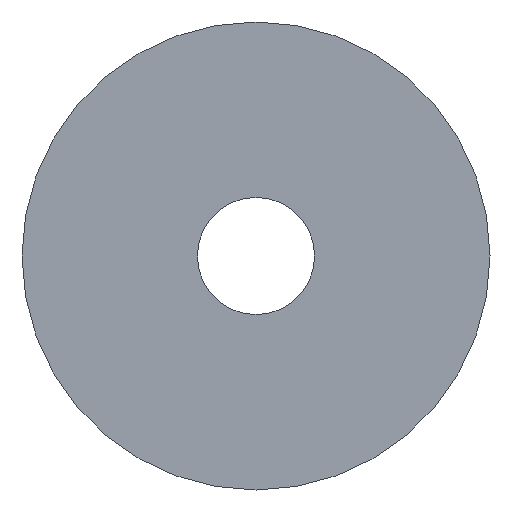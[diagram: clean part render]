
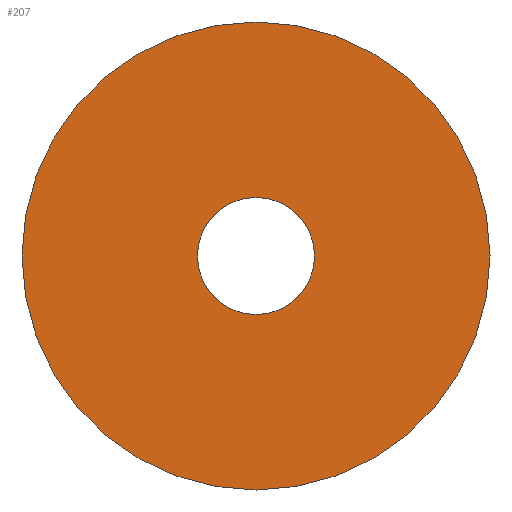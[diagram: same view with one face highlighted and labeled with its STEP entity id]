
A CAD part, front view. The second image highlights one B-rep face of the part: STEP entity #207.
In plain terms, the highlighted planar face has unit normal (0, -1, 0).
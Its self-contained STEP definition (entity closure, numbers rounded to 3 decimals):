
#3 = CIRCLE ( 'NONE', #482, 10. ) ;
#18 = CARTESIAN_POINT ( 'NONE',  ( 0., 0., 0. ) ) ;
#20 = EDGE_LOOP ( 'NONE', ( #515, #465 ) ) ;
#24 = CIRCLE ( 'NONE', #421, 10. ) ;
#47 = EDGE_CURVE ( 'NONE', #708, #561, #3, .T. ) ;
#71 = DIRECTION ( 'NONE',  ( 0., -1., 0. ) ) ;
#74 = DIRECTION ( 'NONE',  ( 0., 0., -1. ) ) ;
#94 = EDGE_CURVE ( 'NONE', #561, #708, #24, .T. ) ;
#113 = CIRCLE ( 'NONE', #692, 2.5 ) ;
#132 = DIRECTION ( 'NONE',  ( 0., 1., 0. ) ) ;
#140 = VERTEX_POINT ( 'NONE', #533 ) ;
#172 = ORIENTED_EDGE ( 'NONE', *, *, #620, .F. ) ;
#207 = ADVANCED_FACE ( 'NONE', ( #539, #416 ), #321, .F. ) ;
#208 = DIRECTION ( 'NONE',  ( 0., 1., 0. ) ) ;
#248 = CARTESIAN_POINT ( 'NONE',  ( 0., 0., 2.5 ) ) ;
#283 = AXIS2_PLACEMENT_3D ( 'NONE', #412, #690, #74 ) ;
#288 = ORIENTED_EDGE ( 'NONE', *, *, #664, .F. ) ;
#305 = CIRCLE ( 'NONE', #283, 2.5 ) ;
#310 = EDGE_LOOP ( 'NONE', ( #172, #288 ) ) ;
#321 = PLANE ( 'NONE',  #480 ) ;
#345 = CARTESIAN_POINT ( 'NONE',  ( 0., 0., 0. ) ) ;
#349 = DIRECTION ( 'NONE',  ( 0., 0., 1. ) ) ;
#355 = DIRECTION ( 'NONE',  ( 0., 0., -1. ) ) ;
#367 = CARTESIAN_POINT ( 'NONE',  ( 0., 0., 0. ) ) ;
#396 = CARTESIAN_POINT ( 'NONE',  ( 0., 0., -10. ) ) ;
#412 = CARTESIAN_POINT ( 'NONE',  ( 0., 0., 0. ) ) ;
#416 = FACE_OUTER_BOUND ( 'NONE', #20, .T. ) ;
#418 = DIRECTION ( 'NONE',  ( 0., 0., 1. ) ) ;
#421 = AXIS2_PLACEMENT_3D ( 'NONE', #345, #691, #349 ) ;
#463 = CARTESIAN_POINT ( 'NONE',  ( 0., 0., 0. ) ) ;
#465 = ORIENTED_EDGE ( 'NONE', *, *, #47, .F. ) ;
#480 = AXIS2_PLACEMENT_3D ( 'NONE', #367, #208, #418 ) ;
#482 = AXIS2_PLACEMENT_3D ( 'NONE', #463, #132, #585 ) ;
#515 = ORIENTED_EDGE ( 'NONE', *, *, #94, .F. ) ;
#533 = CARTESIAN_POINT ( 'NONE',  ( 0., 0., -2.5 ) ) ;
#539 = FACE_BOUND ( 'NONE', #310, .T. ) ;
#561 = VERTEX_POINT ( 'NONE', #396 ) ;
#585 = DIRECTION ( 'NONE',  ( 0., 0., 1. ) ) ;
#620 = EDGE_CURVE ( 'NONE', #140, #712, #305, .T. ) ;
#634 = CARTESIAN_POINT ( 'NONE',  ( 0., 0., 10. ) ) ;
#664 = EDGE_CURVE ( 'NONE', #712, #140, #113, .T. ) ;
#690 = DIRECTION ( 'NONE',  ( 0., -1., 0. ) ) ;
#691 = DIRECTION ( 'NONE',  ( 0., 1., 0. ) ) ;
#692 = AXIS2_PLACEMENT_3D ( 'NONE', #18, #71, #355 ) ;
#708 = VERTEX_POINT ( 'NONE', #634 ) ;
#712 = VERTEX_POINT ( 'NONE', #248 ) ;
